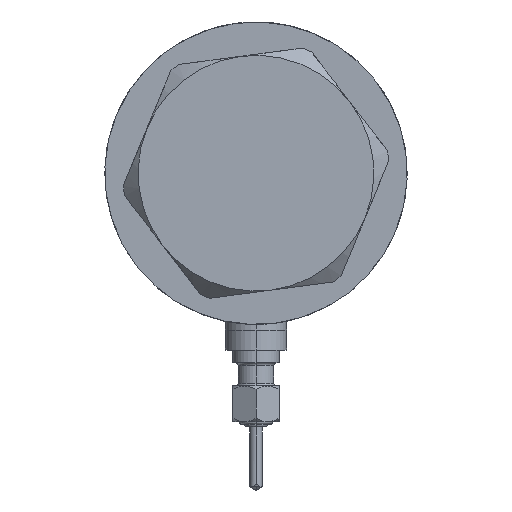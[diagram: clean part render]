
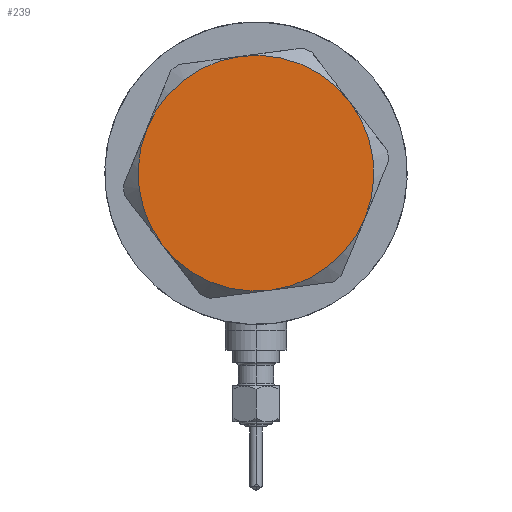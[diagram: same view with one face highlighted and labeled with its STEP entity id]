
A CAD part, left-side view. The second image highlights one B-rep face of the part: STEP entity #239.
In plain terms, the highlighted face is planar.
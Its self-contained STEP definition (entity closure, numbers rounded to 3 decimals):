
#151 = CARTESIAN_POINT ( 'NONE',  ( -23., 0., 13. ) ) ;
#239 = ADVANCED_FACE ( 'NONE', ( #6190 ), #4229, .T. ) ;
#365 = DIRECTION ( 'NONE',  ( 1., 0., 0. ) ) ;
#457 = DIRECTION ( 'NONE',  ( 0., 0., 1. ) ) ;
#745 = EDGE_CURVE ( 'NONE', #6218, #3167, #6040, .T. ) ;
#761 = DIRECTION ( 'NONE',  ( 0., 0., 1. ) ) ;
#873 = DIRECTION ( 'NONE',  ( 1., 0., 0. ) ) ;
#1040 = CARTESIAN_POINT ( 'NONE',  ( 0., 0., 13. ) ) ;
#1108 = CARTESIAN_POINT ( 'NONE',  ( 0., 0., 13. ) ) ;
#1183 = ORIENTED_EDGE ( 'NONE', *, *, #2879, .T. ) ;
#1198 = DIRECTION ( 'NONE',  ( 1., 0., 0. ) ) ;
#1502 = DIRECTION ( 'NONE',  ( 1., 0., 0. ) ) ;
#1568 = CIRCLE ( 'NONE', #5042, 23. ) ;
#1716 = VERTEX_POINT ( 'NONE', #2412 ) ;
#1725 = DIRECTION ( 'NONE',  ( 0., 0., 1. ) ) ;
#1746 = DIRECTION ( 'NONE',  ( 0., 0., 1. ) ) ;
#1781 = AXIS2_PLACEMENT_3D ( 'NONE', #2173, #761, #2768 ) ;
#2003 = DIRECTION ( 'NONE',  ( 0., 0., 1. ) ) ;
#2095 = CIRCLE ( 'NONE', #1781, 23. ) ;
#2160 = EDGE_CURVE ( 'NONE', #1716, #3487, #4280, .T. ) ;
#2173 = CARTESIAN_POINT ( 'NONE',  ( 0., 0., 13. ) ) ;
#2271 = CARTESIAN_POINT ( 'NONE',  ( 0., 0., 13. ) ) ;
#2373 = ORIENTED_EDGE ( 'NONE', *, *, #745, .T. ) ;
#2412 = CARTESIAN_POINT ( 'NONE',  ( -11.5, -19.919, 13. ) ) ;
#2482 = EDGE_CURVE ( 'NONE', #3487, #6218, #5439, .T. ) ;
#2768 = DIRECTION ( 'NONE',  ( 1., 0., 0. ) ) ;
#2879 = EDGE_CURVE ( 'NONE', #4208, #6315, #5133, .T. ) ;
#2896 = AXIS2_PLACEMENT_3D ( 'NONE', #5700, #1725, #1198 ) ;
#2994 = ORIENTED_EDGE ( 'NONE', *, *, #2482, .T. ) ;
#3167 = VERTEX_POINT ( 'NONE', #3249 ) ;
#3219 = AXIS2_PLACEMENT_3D ( 'NONE', #2271, #1746, #365 ) ;
#3249 = CARTESIAN_POINT ( 'NONE',  ( 11.5, 19.919, 13. ) ) ;
#3416 = DIRECTION ( 'NONE',  ( 0., 0., 1. ) ) ;
#3487 = VERTEX_POINT ( 'NONE', #3727 ) ;
#3492 = DIRECTION ( 'NONE',  ( 1., 0., 0. ) ) ;
#3723 = ORIENTED_EDGE ( 'NONE', *, *, #3897, .T. ) ;
#3727 = CARTESIAN_POINT ( 'NONE',  ( 11.5, -19.919, 13. ) ) ;
#3897 = EDGE_CURVE ( 'NONE', #6315, #1716, #2095, .T. ) ;
#3979 = CARTESIAN_POINT ( 'NONE',  ( -11.5, 19.919, 13. ) ) ;
#3980 = AXIS2_PLACEMENT_3D ( 'NONE', #6232, #5861, #873 ) ;
#4126 = ORIENTED_EDGE ( 'NONE', *, *, #4206, .T. ) ;
#4206 = EDGE_CURVE ( 'NONE', #3167, #4208, #1568, .T. ) ;
#4208 = VERTEX_POINT ( 'NONE', #3979 ) ;
#4222 = EDGE_LOOP ( 'NONE', ( #2994, #2373, #4126, #1183, #3723, #4716 ) ) ;
#4229 = PLANE ( 'NONE',  #2896 ) ;
#4280 = CIRCLE ( 'NONE', #5021, 23. ) ;
#4716 = ORIENTED_EDGE ( 'NONE', *, *, #2160, .T. ) ;
#4971 = CARTESIAN_POINT ( 'NONE',  ( 0., 0., 13. ) ) ;
#5021 = AXIS2_PLACEMENT_3D ( 'NONE', #4971, #457, #3492 ) ;
#5042 = AXIS2_PLACEMENT_3D ( 'NONE', #1108, #2003, #5510 ) ;
#5115 = CARTESIAN_POINT ( 'NONE',  ( 23., 0., 13. ) ) ;
#5133 = CIRCLE ( 'NONE', #3980, 23. ) ;
#5239 = AXIS2_PLACEMENT_3D ( 'NONE', #1040, #3416, #1502 ) ;
#5439 = CIRCLE ( 'NONE', #5239, 23. ) ;
#5510 = DIRECTION ( 'NONE',  ( 1., 0., 0. ) ) ;
#5700 = CARTESIAN_POINT ( 'NONE',  ( 0., 0., 13. ) ) ;
#5861 = DIRECTION ( 'NONE',  ( 0., 0., 1. ) ) ;
#6040 = CIRCLE ( 'NONE', #3219, 23. ) ;
#6190 = FACE_OUTER_BOUND ( 'NONE', #4222, .T. ) ;
#6218 = VERTEX_POINT ( 'NONE', #5115 ) ;
#6232 = CARTESIAN_POINT ( 'NONE',  ( 0., 0., 13. ) ) ;
#6315 = VERTEX_POINT ( 'NONE', #151 ) ;
